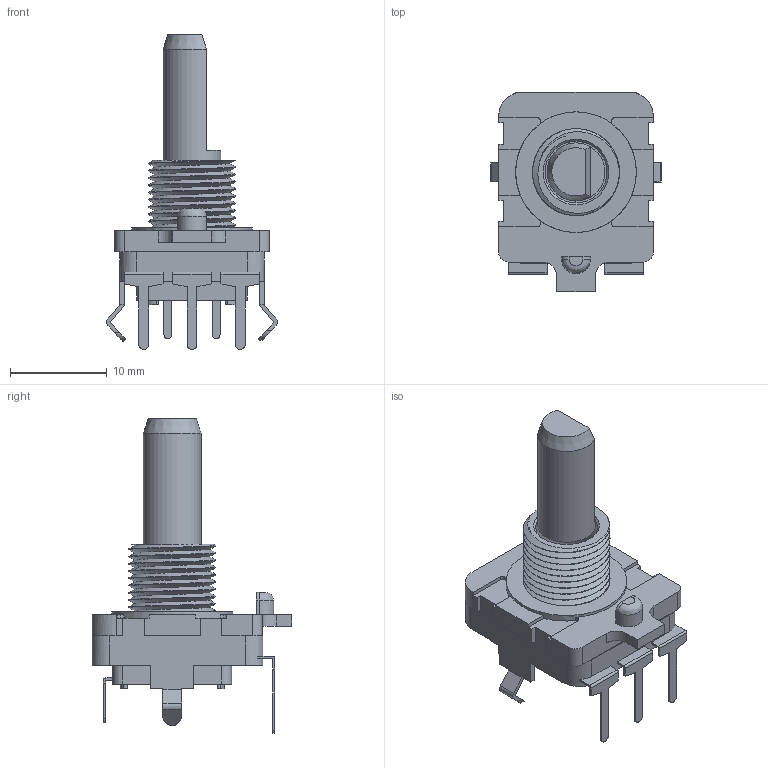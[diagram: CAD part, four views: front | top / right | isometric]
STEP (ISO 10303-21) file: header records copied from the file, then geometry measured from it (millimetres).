
FILE_DESCRIPTION( ( '' ), ' ' );
FILE_NAME( '5894fb862bc27d0f945b689c.step', '2017-02-03T21:52:07', ( '' ), ( '' ), ' ', ' ', ' ' );
FILE_SCHEMA( ( 'AUTOMOTIVE_DESIGN { 1 0 10303 214 1 1 1 1 }' ) );
Length unit declared in the file: metre
Products named in the file (2): Open CASCADE STEP translator 6.8 1
Bounding box: 17.7 x 20.7 x 32.6 mm (x, y, z)
Volume: 1981.2 mm3; surface area: 2372.9 mm2
Topology: 2 solids, 6 shells, 246 faces, 690 edges, 469 vertices
Faces by surface type: plane 174, cylinder 61, bspline 8, cone 3
Full cylindrical faces by diameter (mm): 1.42 x4, 6 x1, 6.4 x1, 6.5 x1, 12.5 x1
Entity records: 15116 total; most frequent: CARTESIAN_POINT 3506, ORIENTED_EDGE 1344, DIRECTION 1224, STYLED_ITEM 918, PRESENTATION_STYLE_ASSIGNMENT 918, COLOUR_RGB 918, EDGE_CURVE 672, CURVE_STYLE 672
